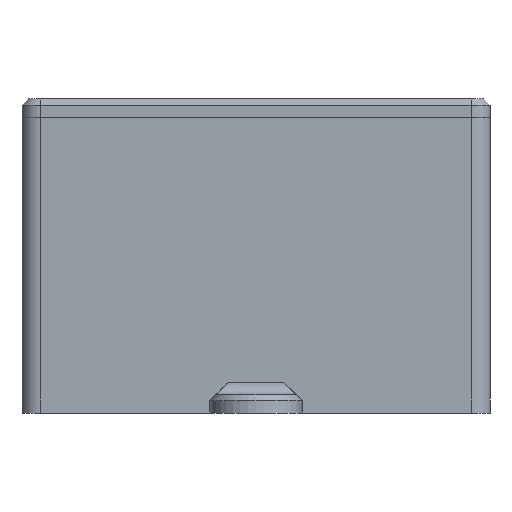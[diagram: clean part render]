
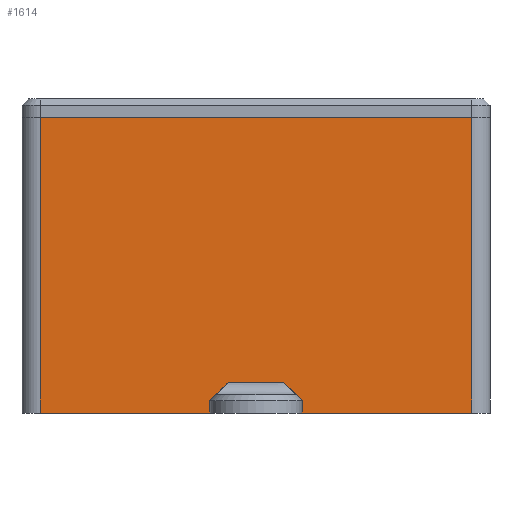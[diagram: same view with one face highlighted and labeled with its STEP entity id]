
A CAD part, left-side view. The second image highlights one B-rep face of the part: STEP entity #1614.
In plain terms, the highlighted planar face has unit normal (-1, 0, 0).
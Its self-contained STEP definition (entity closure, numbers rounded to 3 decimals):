
#105=PLANE('',#1723);
#166=FACE_OUTER_BOUND('',#258,.T.);
#258=EDGE_LOOP('',(#1123,#1124,#1125,#1126,#1127,#1128,#1129,#1130,#1131,
#1132));
#377=LINE('',#2354,#553);
#379=LINE('',#2360,#555);
#380=LINE('',#2362,#556);
#381=LINE('',#2364,#557);
#382=LINE('',#2366,#558);
#383=LINE('',#2368,#559);
#384=LINE('',#2370,#560);
#385=LINE('',#2372,#561);
#386=LINE('',#2374,#562);
#387=LINE('',#2375,#563);
#553=VECTOR('',#1876,10.);
#555=VECTOR('',#1882,10.);
#556=VECTOR('',#1883,10.);
#557=VECTOR('',#1884,10.);
#558=VECTOR('',#1885,10.);
#559=VECTOR('',#1886,10.);
#560=VECTOR('',#1887,10.);
#561=VECTOR('',#1888,10.);
#562=VECTOR('',#1889,10.);
#563=VECTOR('',#1890,10.);
#734=VERTEX_POINT('',#2351);
#735=VERTEX_POINT('',#2353);
#737=VERTEX_POINT('',#2359);
#738=VERTEX_POINT('',#2361);
#739=VERTEX_POINT('',#2363);
#740=VERTEX_POINT('',#2365);
#741=VERTEX_POINT('',#2367);
#742=VERTEX_POINT('',#2369);
#743=VERTEX_POINT('',#2371);
#744=VERTEX_POINT('',#2373);
#886=EDGE_CURVE('',#734,#735,#377,.T.);
#889=EDGE_CURVE('',#735,#737,#379,.T.);
#890=EDGE_CURVE('',#738,#734,#380,.T.);
#891=EDGE_CURVE('',#739,#738,#381,.T.);
#892=EDGE_CURVE('',#739,#740,#382,.T.);
#893=EDGE_CURVE('',#741,#740,#383,.T.);
#894=EDGE_CURVE('',#742,#741,#384,.T.);
#895=EDGE_CURVE('',#743,#742,#385,.T.);
#896=EDGE_CURVE('',#743,#744,#386,.T.);
#897=EDGE_CURVE('',#744,#737,#387,.T.);
#1123=ORIENTED_EDGE('',*,*,#889,.F.);
#1124=ORIENTED_EDGE('',*,*,#886,.F.);
#1125=ORIENTED_EDGE('',*,*,#890,.F.);
#1126=ORIENTED_EDGE('',*,*,#891,.F.);
#1127=ORIENTED_EDGE('',*,*,#892,.T.);
#1128=ORIENTED_EDGE('',*,*,#893,.F.);
#1129=ORIENTED_EDGE('',*,*,#894,.F.);
#1130=ORIENTED_EDGE('',*,*,#895,.F.);
#1131=ORIENTED_EDGE('',*,*,#896,.T.);
#1132=ORIENTED_EDGE('',*,*,#897,.T.);
#1614=ADVANCED_FACE('',(#166),#105,.T.);
#1723=AXIS2_PLACEMENT_3D('',#2358,#1880,#1881);
#1876=DIRECTION('',(0.,1.,0.));
#1880=DIRECTION('center_axis',(-1.,0.,0.));
#1881=DIRECTION('ref_axis',(0.,-1.,0.));
#1882=DIRECTION('',(0.,0.707,-0.707));
#1883=DIRECTION('',(0.,0.707,0.707));
#1884=DIRECTION('',(0.,0.,1.));
#1885=DIRECTION('',(0.,-1.,0.));
#1886=DIRECTION('',(0.,0.,-1.));
#1887=DIRECTION('',(0.,-1.,0.));
#1888=DIRECTION('',(0.,0.,1.));
#1889=DIRECTION('',(0.,-1.,0.));
#1890=DIRECTION('',(0.,0.,1.));
#2351=CARTESIAN_POINT('',(7.,40.5,5.));
#2353=CARTESIAN_POINT('',(7.,49.5,5.));
#2354=CARTESIAN_POINT('',(7.,41.25,5.));
#2358=CARTESIAN_POINT('Origin',(7.,37.5,0.));
#2359=CARTESIAN_POINT('',(7.,52.5,2.));
#2360=CARTESIAN_POINT('',(7.,49.,5.5));
#2361=CARTESIAN_POINT('',(7.,37.5,2.));
#2362=CARTESIAN_POINT('',(7.,37.25,1.75));
#2363=CARTESIAN_POINT('',(7.,37.5,0.));
#2364=CARTESIAN_POINT('',(7.,37.5,0.));
#2365=CARTESIAN_POINT('',(7.,10.,0.));
#2366=CARTESIAN_POINT('',(7.,83.,0.));
#2367=CARTESIAN_POINT('',(7.,10.,48.));
#2368=CARTESIAN_POINT('',(7.,10.,0.));
#2369=CARTESIAN_POINT('',(7.,80.,48.));
#2370=CARTESIAN_POINT('',(7.,64.,48.));
#2371=CARTESIAN_POINT('',(7.,80.,0.));
#2372=CARTESIAN_POINT('',(7.,80.,0.));
#2373=CARTESIAN_POINT('',(7.,52.5,0.));
#2374=CARTESIAN_POINT('',(7.,83.,0.));
#2375=CARTESIAN_POINT('',(7.,52.5,0.));
